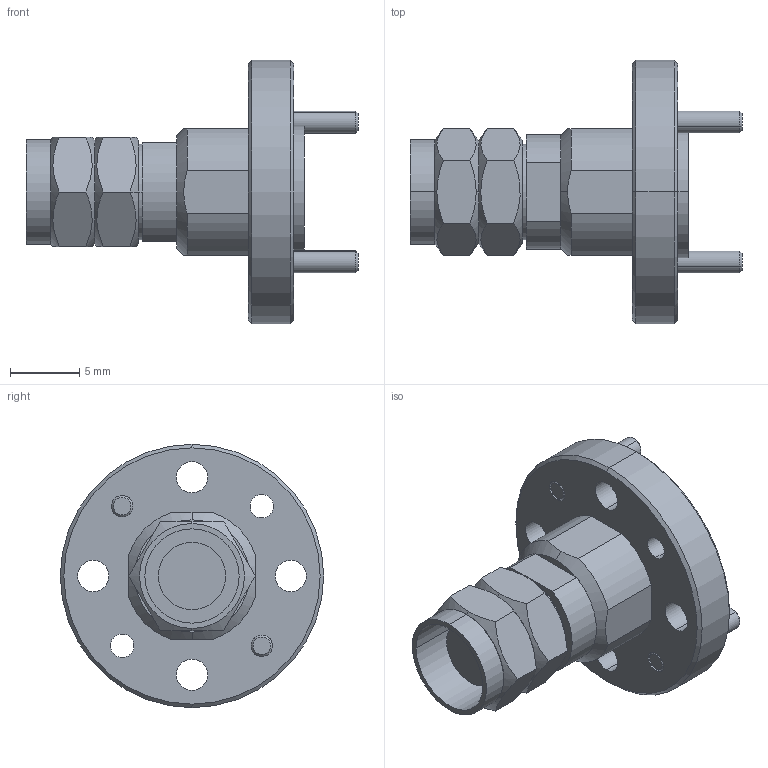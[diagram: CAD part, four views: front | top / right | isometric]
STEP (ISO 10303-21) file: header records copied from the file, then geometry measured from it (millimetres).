
FILE_DESCRIPTION (( 'STEP AP203' ), '1' );
FILE_NAME ('SWC-15VM-E1_1.STEP', '2017-01-27T22:03:22', ( '' ), ( '' ), 'SwSTEP 2.0', 'SolidWorks 2013', '' );
FILE_SCHEMA (( 'CONFIG_CONTROL_DESIGN' ));
Length unit declared in the file: inch
Products named in the file (4): SWC-15VM-E1_1; IMPORTED; IMPORTED_3; IMPORTED_2
Assembly tree (4 placements, depth 2):
  SWC-15VM-E1_1
    IMPORTED
    IMPORTED_3  x2
    IMPORTED_2
Bounding box: 24.02 x 19.05 x 19.05 mm (x, y, z)
Volume: 1738.7 mm3; surface area: 1642.2 mm2
Topology: 4 solids, 4 shells, 119 faces, 273 edges, 174 vertices
Faces by surface type: cylinder 47, plane 42, cone 30
Entity records: 3865 total; most frequent: CARTESIAN_POINT 807, DIRECTION 573, ORIENTED_EDGE 518, EDGE_CURVE 259, AXIS2_PLACEMENT_3D 232, VERTEX_POINT 166, EDGE_LOOP 139, CIRCLE 114
